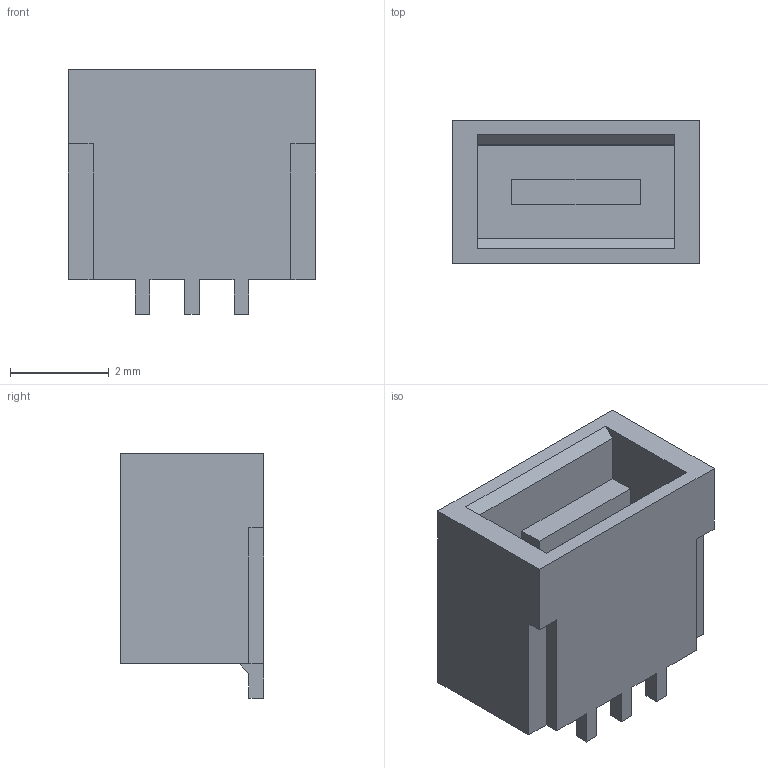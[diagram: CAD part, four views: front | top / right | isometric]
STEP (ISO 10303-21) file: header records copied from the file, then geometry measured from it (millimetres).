
FILE_DESCRIPTION(/* description */ (''),/* implementation_level */ '2;1');
FILE_NAME(/* name */ 'JST-SR-3.step',/* time_stamp */ '2020-03-24T13:47:44+09:00',/* author */ (''),/* organization */ (''),/* preprocessor_version */ 'ST-DEVELOPER v18',/* originating_system */ 'Autodesk Translation Framework v8.12.0.6',/* authorisation */ '');
FILE_SCHEMA (('AUTOMOTIVE_DESIGN { 1 0 10303 214 3 1 1 }'));
Length unit declared in the file: millimetre
Products named in the file (1): (Unsaved)
Bounding box: 5 x 2.9 x 4.95 mm (x, y, z)
Volume: 41.3 mm3; surface area: 148.7 mm2
Topology: 1 solids, 1 shells, 39 faces, 105 edges, 70 vertices
Faces by surface type: plane 39
Entity records: 1239 total; most frequent: CARTESIAN_POINT 215, ORIENTED_EDGE 210, DIRECTION 185, LINE 105, VECTOR 105, EDGE_CURVE 105, VERTEX_POINT 70, EDGE_LOOP 41
